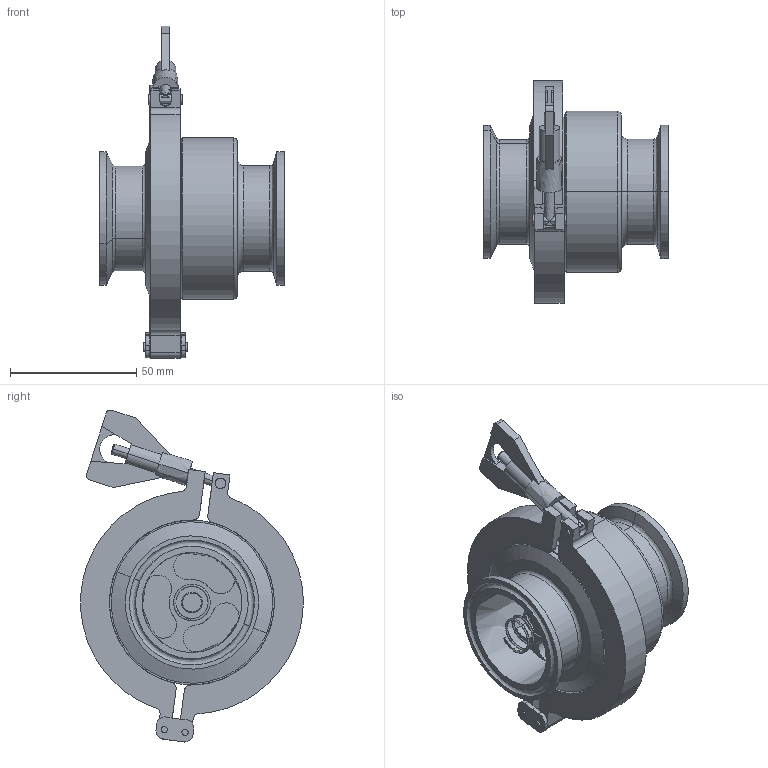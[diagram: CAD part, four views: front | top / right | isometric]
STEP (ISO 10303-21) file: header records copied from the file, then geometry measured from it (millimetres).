
FILE_DESCRIPTION(('FreeCAD Model'),'2;1');
FILE_NAME('Open CASCADE Shape Model','2025-05-08T08:50:45',('FreeCAD'),( 'FreeCAD'),'Open CASCADE STEP processor 7.6','FreeCAD','Unknown');
FILE_SCHEMA(('AUTOMOTIVE_DESIGN { 1 0 10303 214 1 1 1 1 }'));
Length unit declared in the file: millimetre
Products named in the file (1): Open CASCADE STEP translator 7.6 1
Bounding box: 73.05 x 88.22 x 131.56 mm (x, y, z)
Volume: 82059.3 mm3; surface area: 67114 mm2
Topology: 9 solids, 9 shells, 273 faces, 668 edges, 426 vertices
Faces by surface type: bspline 273
Entity records: 12329 total; most frequent: CARTESIAN_POINT 8567, ORIENTED_EDGE 1336, EDGE_CURVE 668, VERTEX_POINT 426, FACE_BOUND 314, EDGE_LOOP 314, B_SPLINE_CURVE_WITH_KNOTS 310, ADVANCED_FACE 273
